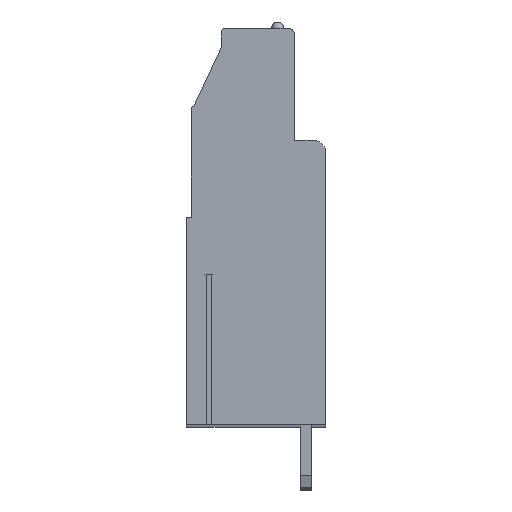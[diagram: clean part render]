
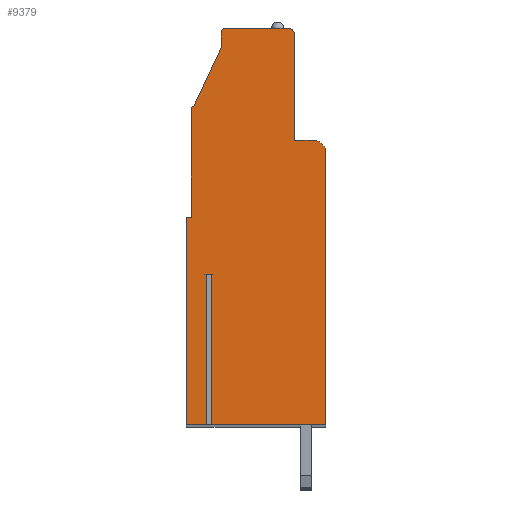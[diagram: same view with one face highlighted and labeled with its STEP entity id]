
A CAD part, top view. The second image highlights one B-rep face of the part: STEP entity #9379.
In plain terms, the highlighted planar face has unit normal (0, 0, 1).
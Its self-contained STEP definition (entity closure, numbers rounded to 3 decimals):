
#28=DIRECTION('',(-1.,0.,0.));
#29=VECTOR('',#28,0.38);
#30=CARTESIAN_POINT('',(-3.56,-3.8,93.98));
#31=LINE('',#30,#29);
#32=DIRECTION('',(0.,1.,0.));
#33=VECTOR('',#32,11.95);
#34=CARTESIAN_POINT('',(-3.94,-15.75,93.98));
#35=LINE('',#34,#33);
#36=DIRECTION('',(1.,0.,0.));
#37=VECTOR('',#36,1.61);
#38=CARTESIAN_POINT('',(-5.55,-15.75,93.98));
#39=LINE('',#38,#37);
#40=DIRECTION('',(0.,-1.,0.));
#41=VECTOR('',#40,16.5);
#42=CARTESIAN_POINT('',(-5.55,0.75,93.98));
#43=LINE('',#42,#41);
#44=DIRECTION('',(-1.,0.,0.));
#45=VECTOR('',#44,0.4);
#46=CARTESIAN_POINT('',(-5.15,0.75,93.98));
#47=LINE('',#46,#45);
#48=DIRECTION('',(0.,-1.,0.));
#49=VECTOR('',#48,8.6);
#50=CARTESIAN_POINT('',(-5.15,9.35,93.98));
#51=LINE('',#50,#49);
#52=CARTESIAN_POINT('',(-4.95,9.35,93.98));
#53=DIRECTION('',(0.,0.,1.));
#54=DIRECTION('',(0.,1.,0.));
#55=AXIS2_PLACEMENT_3D('',#52,#53,#54);
#57=DIRECTION('',(-0.424,-0.906,0.));
#58=VECTOR('',#57,5.189);
#59=CARTESIAN_POINT('',(-2.75,14.25,93.98));
#60=LINE('',#59,#58);
#61=DIRECTION('',(0.,-1.,0.));
#62=VECTOR('',#61,1.2);
#63=CARTESIAN_POINT('',(-2.75,15.45,93.98));
#64=LINE('',#63,#62);
#65=CARTESIAN_POINT('',(-2.45,15.45,93.98));
#66=DIRECTION('',(0.,0.,1.));
#67=DIRECTION('',(0.,1.,0.));
#68=AXIS2_PLACEMENT_3D('',#65,#66,#67);
#70=DIRECTION('',(-1.,0.,0.));
#71=VECTOR('',#70,5.);
#72=CARTESIAN_POINT('',(2.55,15.75,93.98));
#73=LINE('',#72,#71);
#74=CARTESIAN_POINT('',(2.55,15.25,93.98));
#75=DIRECTION('',(0.,0.,1.));
#76=DIRECTION('',(1.,0.,0.));
#77=AXIS2_PLACEMENT_3D('',#74,#75,#76);
#79=DIRECTION('',(0.,1.,0.));
#80=VECTOR('',#79,8.4);
#81=CARTESIAN_POINT('',(3.05,6.85,93.98));
#82=LINE('',#81,#80);
#83=DIRECTION('',(-1.,0.,0.));
#84=VECTOR('',#83,1.5);
#85=CARTESIAN_POINT('',(4.55,6.85,93.98));
#86=LINE('',#85,#84);
#87=CARTESIAN_POINT('',(4.55,5.85,93.98));
#88=DIRECTION('',(0.,0.,1.));
#89=DIRECTION('',(1.,0.,0.));
#90=AXIS2_PLACEMENT_3D('',#87,#88,#89);
#92=DIRECTION('',(0.,1.,0.));
#93=VECTOR('',#92,21.6);
#94=CARTESIAN_POINT('',(5.55,-15.75,93.98));
#95=LINE('',#94,#93);
#96=DIRECTION('',(1.,0.,0.));
#97=VECTOR('',#96,9.11);
#98=CARTESIAN_POINT('',(-3.56,-15.75,93.98));
#99=LINE('',#98,#97);
#100=DIRECTION('',(0.,1.,0.));
#101=VECTOR('',#100,11.95);
#102=CARTESIAN_POINT('',(-3.56,-15.75,93.98));
#103=LINE('',#102,#101);
#7210=CARTESIAN_POINT('',(5.55,-15.75,93.98));
#7211=CARTESIAN_POINT('',(5.55,5.85,93.98));
#7212=VERTEX_POINT('',#7210);
#7213=VERTEX_POINT('',#7211);
#7214=CARTESIAN_POINT('',(4.55,6.85,93.98));
#7215=VERTEX_POINT('',#7214);
#7216=CARTESIAN_POINT('',(3.05,6.85,93.98));
#7217=VERTEX_POINT('',#7216);
#7218=CARTESIAN_POINT('',(3.05,15.25,93.98));
#7219=VERTEX_POINT('',#7218);
#7220=CARTESIAN_POINT('',(2.55,15.75,93.98));
#7221=VERTEX_POINT('',#7220);
#7222=CARTESIAN_POINT('',(-2.45,15.75,93.98));
#7223=VERTEX_POINT('',#7222);
#7224=CARTESIAN_POINT('',(-2.75,15.45,93.98));
#7225=VERTEX_POINT('',#7224);
#7226=CARTESIAN_POINT('',(-2.75,14.25,93.98));
#7227=VERTEX_POINT('',#7226);
#7228=CARTESIAN_POINT('',(-4.95,9.55,93.98));
#7229=VERTEX_POINT('',#7228);
#7230=CARTESIAN_POINT('',(-5.55,0.75,93.98));
#7231=CARTESIAN_POINT('',(-5.55,-15.75,93.98));
#7232=VERTEX_POINT('',#7230);
#7233=VERTEX_POINT('',#7231);
#7278=CARTESIAN_POINT('',(-3.56,-3.8,93.98));
#7279=CARTESIAN_POINT('',(-3.94,-3.8,93.98));
#7280=VERTEX_POINT('',#7278);
#7281=VERTEX_POINT('',#7279);
#7282=CARTESIAN_POINT('',(-3.56,-15.75,93.98));
#7283=VERTEX_POINT('',#7282);
#7284=CARTESIAN_POINT('',(-3.94,-15.75,93.98));
#7285=VERTEX_POINT('',#7284);
#7294=CARTESIAN_POINT('',(-5.15,9.35,93.98));
#7295=VERTEX_POINT('',#7294);
#7296=CARTESIAN_POINT('',(-5.15,0.75,93.98));
#7297=VERTEX_POINT('',#7296);
#9336=CARTESIAN_POINT('',(0.,0.,93.98));
#9337=DIRECTION('',(0.,0.,1.));
#9338=DIRECTION('',(1.,0.,0.));
#9339=AXIS2_PLACEMENT_3D('',#9336,#9337,#9338);
#9340=PLANE('',#9339);
#9342=ORIENTED_EDGE('',*,*,#9341,.T.);
#9344=ORIENTED_EDGE('',*,*,#9343,.F.);
#9346=ORIENTED_EDGE('',*,*,#9345,.F.);
#9348=ORIENTED_EDGE('',*,*,#9347,.F.);
#9350=ORIENTED_EDGE('',*,*,#9349,.F.);
#9352=ORIENTED_EDGE('',*,*,#9351,.F.);
#9354=ORIENTED_EDGE('',*,*,#9353,.F.);
#9356=ORIENTED_EDGE('',*,*,#9355,.F.);
#9358=ORIENTED_EDGE('',*,*,#9357,.F.);
#9360=ORIENTED_EDGE('',*,*,#9359,.F.);
#9362=ORIENTED_EDGE('',*,*,#9361,.F.);
#9364=ORIENTED_EDGE('',*,*,#9363,.F.);
#9366=ORIENTED_EDGE('',*,*,#9365,.F.);
#9368=ORIENTED_EDGE('',*,*,#9367,.F.);
#9370=ORIENTED_EDGE('',*,*,#9369,.F.);
#9372=ORIENTED_EDGE('',*,*,#9371,.F.);
#9374=ORIENTED_EDGE('',*,*,#9373,.F.);
#9376=ORIENTED_EDGE('',*,*,#9375,.T.);
#9377=EDGE_LOOP('',(#9342,#9344,#9346,#9348,#9350,#9352,#9354,#9356,#9358,#9360,
#9362,#9364,#9366,#9368,#9370,#9372,#9374,#9376));
#9378=FACE_OUTER_BOUND('',#9377,.F.);
#56=CIRCLE('',#55,0.2);
#69=CIRCLE('',#68,0.3);
#78=CIRCLE('',#77,0.5);
#91=CIRCLE('',#90,1.);
#9341=EDGE_CURVE('',#7280,#7281,#31,.T.);
#9343=EDGE_CURVE('',#7285,#7281,#35,.T.);
#9345=EDGE_CURVE('',#7233,#7285,#39,.T.);
#9347=EDGE_CURVE('',#7232,#7233,#43,.T.);
#9349=EDGE_CURVE('',#7297,#7232,#47,.T.);
#9351=EDGE_CURVE('',#7295,#7297,#51,.T.);
#9353=EDGE_CURVE('',#7229,#7295,#56,.T.);
#9355=EDGE_CURVE('',#7227,#7229,#60,.T.);
#9357=EDGE_CURVE('',#7225,#7227,#64,.T.);
#9359=EDGE_CURVE('',#7223,#7225,#69,.T.);
#9361=EDGE_CURVE('',#7221,#7223,#73,.T.);
#9363=EDGE_CURVE('',#7219,#7221,#78,.T.);
#9365=EDGE_CURVE('',#7217,#7219,#82,.T.);
#9367=EDGE_CURVE('',#7215,#7217,#86,.T.);
#9369=EDGE_CURVE('',#7213,#7215,#91,.T.);
#9371=EDGE_CURVE('',#7212,#7213,#95,.T.);
#9373=EDGE_CURVE('',#7283,#7212,#99,.T.);
#9375=EDGE_CURVE('',#7283,#7280,#103,.T.);
#9379=ADVANCED_FACE('',(#9378),#9340,.T.);
